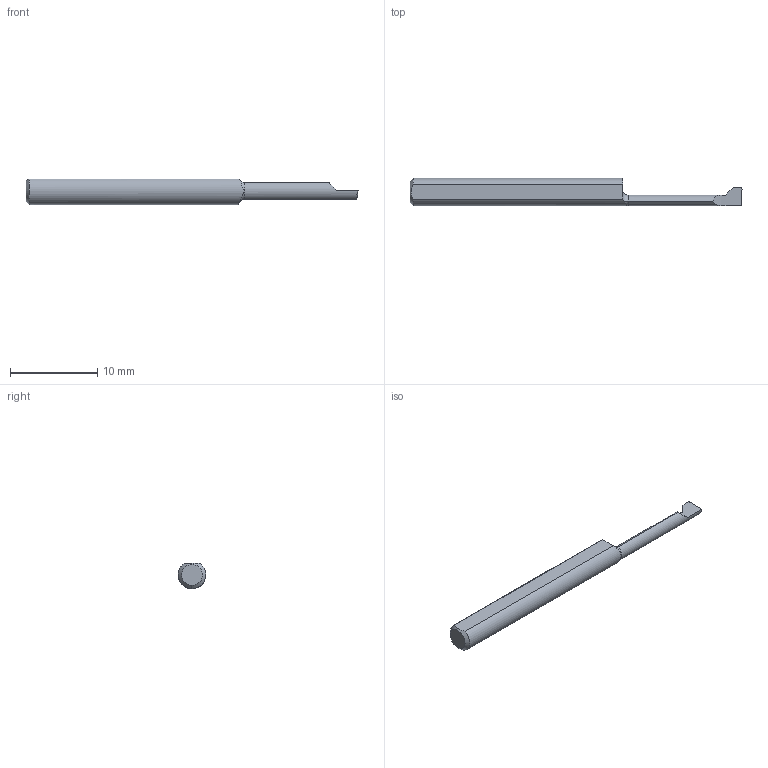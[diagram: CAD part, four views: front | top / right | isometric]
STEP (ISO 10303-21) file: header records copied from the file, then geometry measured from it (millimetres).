
FILE_DESCRIPTION (( 'STEP AP203' ), '1' );
FILE_NAME ('216807-BC090500.STEP', '2024-04-19T21:52:05', ( '' ), ( '' ), 'SwSTEP 2.0', 'SolidWorks 2022', '' );
FILE_SCHEMA (( 'CONFIG_CONTROL_DESIGN' ));
Length unit declared in the file: inch
Products named in the file (1): 216807-BC090500
Bounding box: 38.09 x 3.17 x 2.91 mm (x, y, z)
Volume: 206.2 mm3; surface area: 317.6 mm2
Topology: 1 solids, 1 shells, 24 faces, 62 edges, 40 vertices
Faces by surface type: plane 11, cylinder 7, cone 3, torus 3
Entity records: 846 total; most frequent: CARTESIAN_POINT 221, ORIENTED_EDGE 124, DIRECTION 102, EDGE_CURVE 62, VERTEX_POINT 40, AXIS2_PLACEMENT_3D 37, VECTOR 28, LINE 28
